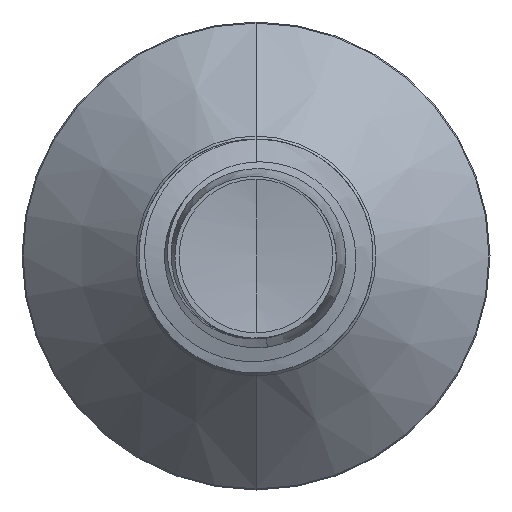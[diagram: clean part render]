
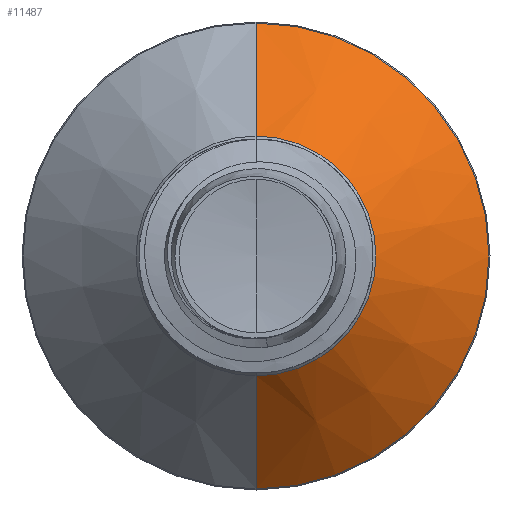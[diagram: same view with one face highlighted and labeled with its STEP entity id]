
A CAD part, front view. The second image highlights one B-rep face of the part: STEP entity #11487.
In plain terms, the highlighted conical face has half-angle 45 degrees and reference radius 2.563 mm.
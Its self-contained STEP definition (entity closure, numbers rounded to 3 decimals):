
#1026 = LINE ( 'NONE', #7902, #10994 ) ;
#1593 = EDGE_CURVE ( 'NONE', #19380, #15532, #1026, .T. ) ;
#1682 = CARTESIAN_POINT ( 'NONE',  ( 0., 15.228, 0. ) ) ;
#2556 = CARTESIAN_POINT ( 'NONE',  ( 0., 15.228, 4.978 ) ) ;
#3336 = EDGE_CURVE ( 'NONE', #19380, #8541, #21855, .T. ) ;
#3580 = DIRECTION ( 'NONE',  ( 0., 0., 1. ) ) ;
#4764 = CARTESIAN_POINT ( 'NONE',  ( 0., 12.813, -2.563 ) ) ;
#5888 = CARTESIAN_POINT ( 'NONE',  ( 0., 15.228, -4.978 ) ) ;
#6260 = CIRCLE ( 'NONE', #24004, 4.978 ) ;
#6710 = CARTESIAN_POINT ( 'NONE',  ( 0., 12.813, -2.563 ) ) ;
#7015 = EDGE_LOOP ( 'NONE', ( #7773, #16758, #14311, #13197 ) ) ;
#7773 = ORIENTED_EDGE ( 'NONE', *, *, #3336, .T. ) ;
#7902 = CARTESIAN_POINT ( 'NONE',  ( 0., 12.813, 2.563 ) ) ;
#8121 = DIRECTION ( 'NONE',  ( 0., 1., 0. ) ) ;
#8541 = VERTEX_POINT ( 'NONE', #4764 ) ;
#9941 = CARTESIAN_POINT ( 'NONE',  ( 0., 12.813, 2.563 ) ) ;
#10464 = DIRECTION ( 'NONE',  ( 0., 0.707, -0.707 ) ) ;
#10838 = EDGE_CURVE ( 'NONE', #8541, #18489, #14768, .T. ) ;
#10994 = VECTOR ( 'NONE', #21038, 1000. ) ;
#11487 = ADVANCED_FACE ( 'NONE', ( #23544 ), #12382, .T. ) ;
#12254 = EDGE_CURVE ( 'NONE', #15532, #18489, #6260, .T. ) ;
#12382 = CONICAL_SURFACE ( 'NONE', #13948, 2.563, 0.785 ) ;
#13197 = ORIENTED_EDGE ( 'NONE', *, *, #1593, .F. ) ;
#13948 = AXIS2_PLACEMENT_3D ( 'NONE', #17377, #22931, #15473 ) ;
#14311 = ORIENTED_EDGE ( 'NONE', *, *, #12254, .F. ) ;
#14768 = LINE ( 'NONE', #6710, #19755 ) ;
#14797 = DIRECTION ( 'NONE',  ( 0., 1., 0. ) ) ;
#15473 = DIRECTION ( 'NONE',  ( 0., 0., 1. ) ) ;
#15532 = VERTEX_POINT ( 'NONE', #2556 ) ;
#16273 = AXIS2_PLACEMENT_3D ( 'NONE', #19353, #8121, #21259 ) ;
#16758 = ORIENTED_EDGE ( 'NONE', *, *, #10838, .T. ) ;
#17377 = CARTESIAN_POINT ( 'NONE',  ( 0., 12.813, 0. ) ) ;
#18489 = VERTEX_POINT ( 'NONE', #5888 ) ;
#19353 = CARTESIAN_POINT ( 'NONE',  ( 0., 12.813, 0. ) ) ;
#19380 = VERTEX_POINT ( 'NONE', #9941 ) ;
#19755 = VECTOR ( 'NONE', #10464, 1000. ) ;
#21038 = DIRECTION ( 'NONE',  ( 0., 0.707, 0.707 ) ) ;
#21259 = DIRECTION ( 'NONE',  ( 0., 0., 1. ) ) ;
#21855 = CIRCLE ( 'NONE', #16273, 2.563 ) ;
#22931 = DIRECTION ( 'NONE',  ( 0., 1., 0. ) ) ;
#23544 = FACE_OUTER_BOUND ( 'NONE', #7015, .T. ) ;
#24004 = AXIS2_PLACEMENT_3D ( 'NONE', #1682, #14797, #3580 ) ;
